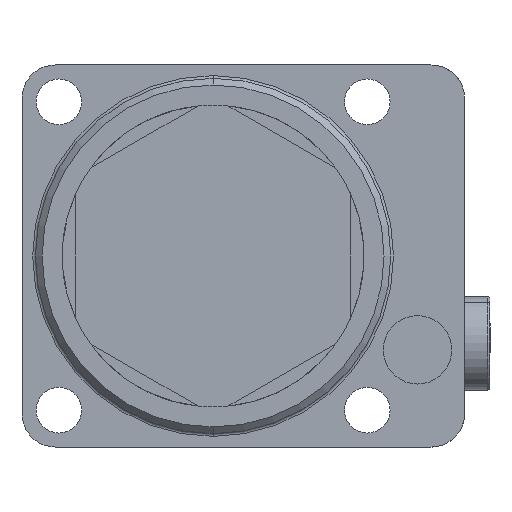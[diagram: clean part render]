
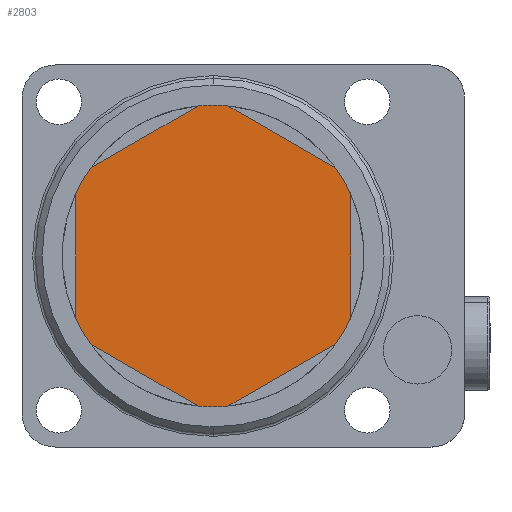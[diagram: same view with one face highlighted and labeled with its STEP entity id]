
A CAD part, front view. The second image highlights one B-rep face of the part: STEP entity #2803.
In plain terms, the highlighted planar face has unit normal (0, -1, 0).
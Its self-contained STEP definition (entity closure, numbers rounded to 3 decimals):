
#8 = CARTESIAN_POINT ( 'NONE',  ( 0., -20., -22.5 ) ) ;
#50 = CARTESIAN_POINT ( 'NONE',  ( -20.5, -20., 9.274 ) ) ;
#57 = CARTESIAN_POINT ( 'NONE',  ( -18.281, -20., -13.117 ) ) ;
#66 = CARTESIAN_POINT ( 'NONE',  ( -2.219, -20., -22.39 ) ) ;
#78 = CARTESIAN_POINT ( 'NONE',  ( 18.281, -20., -13.117 ) ) ;
#80 = CARTESIAN_POINT ( 'NONE',  ( -18.281, -20., 13.117 ) ) ;
#415 = VECTOR ( 'NONE', #3340, 1000. ) ;
#472 = VERTEX_POINT ( 'NONE', #80 ) ;
#474 = VERTEX_POINT ( 'NONE', #78 ) ;
#484 = VERTEX_POINT ( 'NONE', #66 ) ;
#493 = VERTEX_POINT ( 'NONE', #57 ) ;
#500 = VERTEX_POINT ( 'NONE', #50 ) ;
#542 = VERTEX_POINT ( 'NONE', #8 ) ;
#570 = VERTEX_POINT ( 'NONE', #4342 ) ;
#574 = VERTEX_POINT ( 'NONE', #4333 ) ;
#585 = VERTEX_POINT ( 'NONE', #4285 ) ;
#598 = VERTEX_POINT ( 'NONE', #4253 ) ;
#614 = VERTEX_POINT ( 'NONE', #4164 ) ;
#617 = VERTEX_POINT ( 'NONE', #4156 ) ;
#628 = VERTEX_POINT ( 'NONE', #4135 ) ;
#647 = VERTEX_POINT ( 'NONE', #4378 ) ;
#946 = EDGE_LOOP ( 'NONE', ( #2722, #2720, #2718, #2729, #2727, #2726, #2725, #2724, #2731, #2704, #2714, #2715, #2717, #2711 ) ) ;
#1591 = DIRECTION ( 'NONE',  ( 0., 0., -1. ) ) ;
#1592 = DIRECTION ( 'NONE',  ( 0., -1., 0. ) ) ;
#1600 = CARTESIAN_POINT ( 'NONE',  ( 0., -20., 0. ) ) ;
#1601 = PLANE ( 'NONE',  #3745 ) ;
#1882 = VECTOR ( 'NONE', #3342, 1000. ) ;
#1883 = LINE ( 'NONE', #3341, #415 ) ;
#1884 = VECTOR ( 'NONE', #3344, 1000. ) ;
#1885 = LINE ( 'NONE', #3343, #1882 ) ;
#1886 = VECTOR ( 'NONE', #3346, 1000. ) ;
#1887 = LINE ( 'NONE', #3345, #1884 ) ;
#1888 = VECTOR ( 'NONE', #3348, 1000. ) ;
#1889 = LINE ( 'NONE', #3347, #1886 ) ;
#1890 = VECTOR ( 'NONE', #3356, 1000. ) ;
#1891 = LINE ( 'NONE', #3349, #1888 ) ;
#1892 = LINE ( 'NONE', #3361, #1890 ) ;
#1895 = CIRCLE ( 'NONE', #3605, 22.5 ) ;
#1900 = CIRCLE ( 'NONE', #3607, 22.5 ) ;
#1906 = CIRCLE ( 'NONE', #3609, 22.5 ) ;
#1911 = CIRCLE ( 'NONE', #3611, 22.5 ) ;
#1982 = CIRCLE ( 'NONE', #3623, 22.5 ) ;
#1988 = CIRCLE ( 'NONE', #3625, 22.5 ) ;
#1997 = CIRCLE ( 'NONE', #3627, 22.5 ) ;
#2000 = CIRCLE ( 'NONE', #3629, 22.5 ) ;
#2249 = FACE_OUTER_BOUND ( 'NONE', #946, .T. ) ;
#2704 = ORIENTED_EDGE ( 'NONE', *, *, #3923, .T. ) ;
#2711 = ORIENTED_EDGE ( 'NONE', *, *, #3995, .T. ) ;
#2714 = ORIENTED_EDGE ( 'NONE', *, *, #3988, .T. ) ;
#2715 = ORIENTED_EDGE ( 'NONE', *, *, #3994, .T. ) ;
#2717 = ORIENTED_EDGE ( 'NONE', *, *, #3984, .T. ) ;
#2718 = ORIENTED_EDGE ( 'NONE', *, *, #3976, .T. ) ;
#2720 = ORIENTED_EDGE ( 'NONE', *, *, #3990, .T. ) ;
#2722 = ORIENTED_EDGE ( 'NONE', *, *, #3980, .T. ) ;
#2724 = ORIENTED_EDGE ( 'NONE', *, *, #3927, .T. ) ;
#2725 = ORIENTED_EDGE ( 'NONE', *, *, #3992, .T. ) ;
#2726 = ORIENTED_EDGE ( 'NONE', *, *, #3931, .T. ) ;
#2727 = ORIENTED_EDGE ( 'NONE', *, *, #3991, .T. ) ;
#2729 = ORIENTED_EDGE ( 'NONE', *, *, #3919, .T. ) ;
#2731 = ORIENTED_EDGE ( 'NONE', *, *, #3993, .T. ) ;
#2803 = ADVANCED_FACE ( 'NONE', ( #2249 ), #1601, .T. ) ;
#3191 = DIRECTION ( 'NONE',  ( 0., 0., -1. ) ) ;
#3195 = DIRECTION ( 'NONE',  ( 0., -1., 0. ) ) ;
#3197 = CARTESIAN_POINT ( 'NONE',  ( 0., -20., 0. ) ) ;
#3220 = DIRECTION ( 'NONE',  ( 0., 0., -1. ) ) ;
#3230 = DIRECTION ( 'NONE',  ( 0., -1., 0. ) ) ;
#3234 = CARTESIAN_POINT ( 'NONE',  ( 0., -20., 0. ) ) ;
#3274 = DIRECTION ( 'NONE',  ( 0., -1., 0. ) ) ;
#3279 = DIRECTION ( 'NONE',  ( 0., -1., 0. ) ) ;
#3292 = CARTESIAN_POINT ( 'NONE',  ( 0., -20., 0. ) ) ;
#3314 = DIRECTION ( 'NONE',  ( 0., 0., -1. ) ) ;
#3323 = CARTESIAN_POINT ( 'NONE',  ( 0., -20., 0. ) ) ;
#3335 = DIRECTION ( 'NONE',  ( 0., 0., -1. ) ) ;
#3340 = DIRECTION ( 'NONE',  ( 0., 0., -1. ) ) ;
#3341 = CARTESIAN_POINT ( 'NONE',  ( -20.5, -20., 0. ) ) ;
#3342 = DIRECTION ( 'NONE',  ( -0.866, 0., -0.5 ) ) ;
#3343 = CARTESIAN_POINT ( 'NONE',  ( -10.25, -20., 17.754 ) ) ;
#3344 = DIRECTION ( 'NONE',  ( -0.866, 0., 0.5 ) ) ;
#3345 = CARTESIAN_POINT ( 'NONE',  ( 10.25, -20., 17.754 ) ) ;
#3346 = DIRECTION ( 'NONE',  ( 0., 0., 1. ) ) ;
#3347 = CARTESIAN_POINT ( 'NONE',  ( 20.5, -20., 0. ) ) ;
#3348 = DIRECTION ( 'NONE',  ( 0.866, 0., 0.5 ) ) ;
#3349 = CARTESIAN_POINT ( 'NONE',  ( 10.25, -20., -17.754 ) ) ;
#3353 = DIRECTION ( 'NONE',  ( 0., 0., -1. ) ) ;
#3354 = DIRECTION ( 'NONE',  ( 0., -1., 0. ) ) ;
#3355 = CARTESIAN_POINT ( 'NONE',  ( 0., -20., 0. ) ) ;
#3356 = DIRECTION ( 'NONE',  ( 0.866, 0., -0.5 ) ) ;
#3361 = CARTESIAN_POINT ( 'NONE',  ( -10.25, -20., -17.754 ) ) ;
#3369 = DIRECTION ( 'NONE',  ( 0., 0., -1. ) ) ;
#3370 = DIRECTION ( 'NONE',  ( 0., -1., 0. ) ) ;
#3371 = CARTESIAN_POINT ( 'NONE',  ( 0., -20., 0. ) ) ;
#3383 = DIRECTION ( 'NONE',  ( 0., 0., -1. ) ) ;
#3384 = DIRECTION ( 'NONE',  ( 0., -1., 0. ) ) ;
#3385 = CARTESIAN_POINT ( 'NONE',  ( 0., -20., 0. ) ) ;
#3400 = DIRECTION ( 'NONE',  ( 0., 0., -1. ) ) ;
#3401 = DIRECTION ( 'NONE',  ( 0., -1., 0. ) ) ;
#3402 = CARTESIAN_POINT ( 'NONE',  ( 0., -20., 0. ) ) ;
#3605 = AXIS2_PLACEMENT_3D ( 'NONE', #3355, #3354, #3353 ) ;
#3607 = AXIS2_PLACEMENT_3D ( 'NONE', #3371, #3370, #3369 ) ;
#3609 = AXIS2_PLACEMENT_3D ( 'NONE', #3385, #3384, #3383 ) ;
#3611 = AXIS2_PLACEMENT_3D ( 'NONE', #3402, #3401, #3400 ) ;
#3623 = AXIS2_PLACEMENT_3D ( 'NONE', #3197, #3195, #3191 ) ;
#3625 = AXIS2_PLACEMENT_3D ( 'NONE', #3234, #3230, #3220 ) ;
#3627 = AXIS2_PLACEMENT_3D ( 'NONE', #3292, #3279, #3335 ) ;
#3629 = AXIS2_PLACEMENT_3D ( 'NONE', #3323, #3274, #3314 ) ;
#3745 = AXIS2_PLACEMENT_3D ( 'NONE', #1600, #1592, #1591 ) ;
#3919 = EDGE_CURVE ( 'NONE', #542, #598, #2000, .T. ) ;
#3923 = EDGE_CURVE ( 'NONE', #570, #647, #1997, .T. ) ;
#3927 = EDGE_CURVE ( 'NONE', #617, #574, #1988, .T. ) ;
#3931 = EDGE_CURVE ( 'NONE', #474, #628, #1982, .T. ) ;
#3976 = EDGE_CURVE ( 'NONE', #484, #542, #1911, .T. ) ;
#3980 = EDGE_CURVE ( 'NONE', #585, #493, #1906, .T. ) ;
#3984 = EDGE_CURVE ( 'NONE', #472, #500, #1900, .T. ) ;
#3988 = EDGE_CURVE ( 'NONE', #647, #614, #1895, .T. ) ;
#3990 = EDGE_CURVE ( 'NONE', #493, #484, #1892, .T. ) ;
#3991 = EDGE_CURVE ( 'NONE', #598, #474, #1891, .T. ) ;
#3992 = EDGE_CURVE ( 'NONE', #628, #617, #1889, .T. ) ;
#3993 = EDGE_CURVE ( 'NONE', #574, #570, #1887, .T. ) ;
#3994 = EDGE_CURVE ( 'NONE', #614, #472, #1885, .T. ) ;
#3995 = EDGE_CURVE ( 'NONE', #500, #585, #1883, .T. ) ;
#4135 = CARTESIAN_POINT ( 'NONE',  ( 20.5, -20., -9.274 ) ) ;
#4156 = CARTESIAN_POINT ( 'NONE',  ( 20.5, -20., 9.274 ) ) ;
#4164 = CARTESIAN_POINT ( 'NONE',  ( -2.219, -20., 22.39 ) ) ;
#4253 = CARTESIAN_POINT ( 'NONE',  ( 2.219, -20., -22.39 ) ) ;
#4285 = CARTESIAN_POINT ( 'NONE',  ( -20.5, -20., -9.274 ) ) ;
#4333 = CARTESIAN_POINT ( 'NONE',  ( 18.281, -20., 13.117 ) ) ;
#4342 = CARTESIAN_POINT ( 'NONE',  ( 2.219, -20., 22.39 ) ) ;
#4378 = CARTESIAN_POINT ( 'NONE',  ( 0., -20., 22.5 ) ) ;
